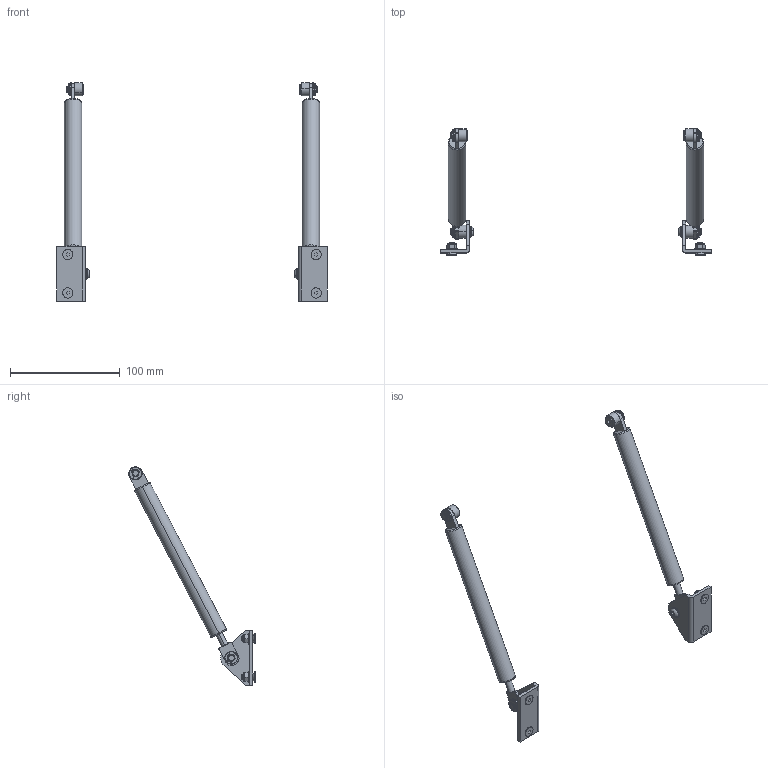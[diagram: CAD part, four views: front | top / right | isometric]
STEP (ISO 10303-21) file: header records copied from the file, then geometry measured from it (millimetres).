
FILE_DESCRIPTION (( 'STEP AP214' ), '1' );
FILE_NAME ('INGUN_115295.STEP', '2024-04-16T08:48:35', ( '' ), ( '' ), 'SwSTEP 2.0', 'SolidWorks 2021', '' );
FILE_SCHEMA (( 'AUTOMOTIVE_DESIGN' ));
Length unit declared in the file: millimetre
Products named in the file (14): ISO7380~n_M05,0x008; DIN985-A2~n_M05,0; 20902~0; DIN7991~n_M05,0x012; DIN7991~n_M05,0x010; DIN125~n_05,3 M05,0 Fase; 42681~1_S; 2502_1~0; INGUN_115295; 9991~0_Hub 189,2<Standard>; 2502_2~0; DIN_6799_-_A2~n_d 5; DIN125~n_06,4 M06,0 Fase
Assembly tree (38 placements, depth 3):
  INGUN_115295
    20902~0  x2
    42681~1_S  x4
    DIN125~n_06,4 M06,0 Fase  x4
    DIN_6799_-_A2~n_d 5  x4
    DIN985-A2~n_M05,0  x4
    DIN125~n_05,3 M05,0 Fase  x6
    DIN7991~n_M05,0x012  x4
    9991~0_Hub 189,2<Standard>
      2502_1~0
      2502_2~0
    9991~0_Hub 189,2<Standard>
      2502_1~0
      2502_2~0
    ISO7380~n_M05,0x008  x2
    DIN7991~n_M05,0x010  x2
Bounding box: 246 x 114.86 x 198.82 mm (x, y, z)
Volume: 80853.7 mm3; surface area: 47584.7 mm2
Topology: 36 solids, 36 shells, 652 faces, 1548 edges, 996 vertices
Faces by surface type: cylinder 282, plane 238, cone 112, torus 20
Entity records: 6929 total; most frequent: CARTESIAN_POINT 1213, DIRECTION 1176, ORIENTED_EDGE 980, EDGE_CURVE 490, AXIS2_PLACEMENT_3D 464, VERTEX_POINT 317, LINE 248, VECTOR 248
